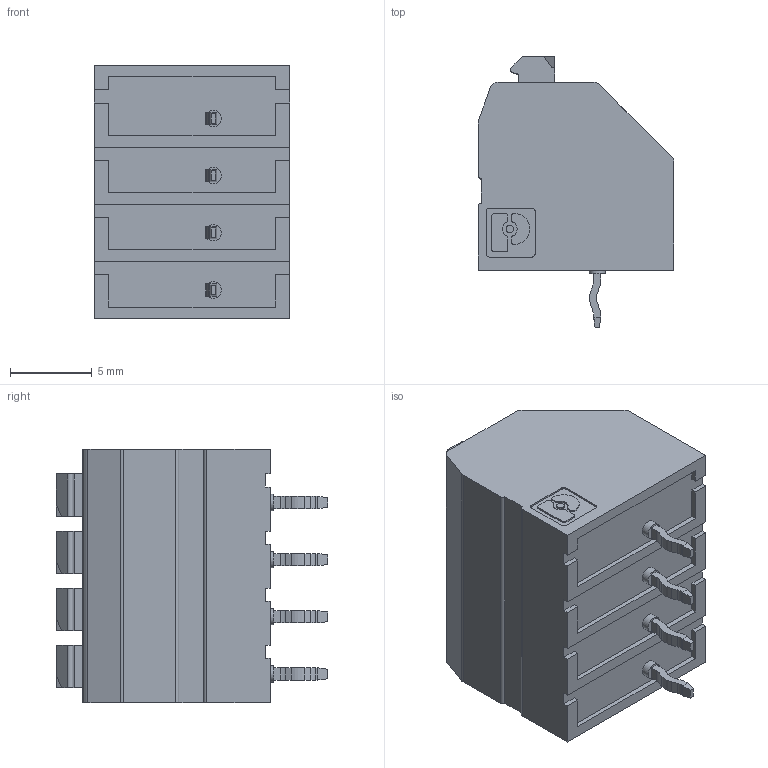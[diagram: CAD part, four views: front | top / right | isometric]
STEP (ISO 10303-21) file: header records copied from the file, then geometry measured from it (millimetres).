
FILE_DESCRIPTION(/* description */ (''),/* implementation_level */ '2;1');
FILE_NAME(/* name */ 'term_ressortAG.step',/* time_stamp */ '2020-06-07T21:20:53-04:00',/* author */ (''),/* organization */ (''),/* preprocessor_version */ 'ST-DEVELOPER v18.1',/* originating_system */ 'Autodesk Translation Framework v9.3.0.1241',/* authorisation */ '');
FILE_SCHEMA (('AUTOMOTIVE_DESIGN { 1 0 10303 214 3 1 1 }'));
Length unit declared in the file: millimetre
Products named in the file (2): term_ressortAG; ptsa1.5-4-3.5-f
Assembly tree (1 placements, depth 2):
  term_ressortAG
    ptsa1.5-4-3.5-f
Bounding box: 12 x 16.6 x 15.5 mm (x, y, z)
Volume: 1766.1 mm3; surface area: 1328.2 mm2
Topology: 1 solids, 1 shells, 379 faces, 1034 edges, 675 vertices
Faces by surface type: plane 261, cylinder 91, cone 27
Full cylindrical faces by diameter (mm): 0.457 x1, 1 x4, 1.04 x4, 1.14 x4, 1.38 x1, 1.47 x1, 3 x4
Entity records: 13264 total; most frequent: CARTESIAN_POINT 3051, ORIENTED_EDGE 2068, DIRECTION 2020, EDGE_CURVE 1034, LINE 748, VECTOR 748, VERTEX_POINT 675, AXIS2_PLACEMENT_3D 636
